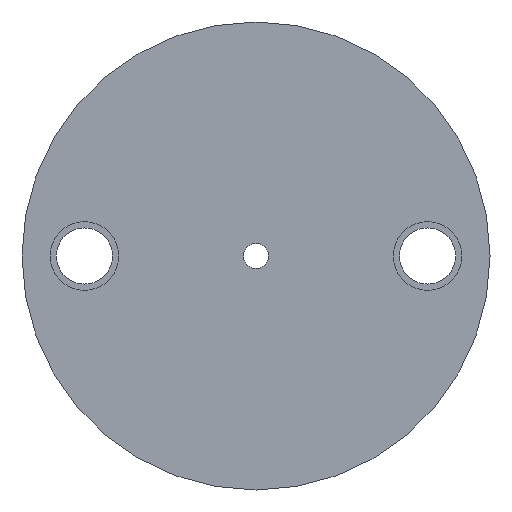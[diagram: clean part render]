
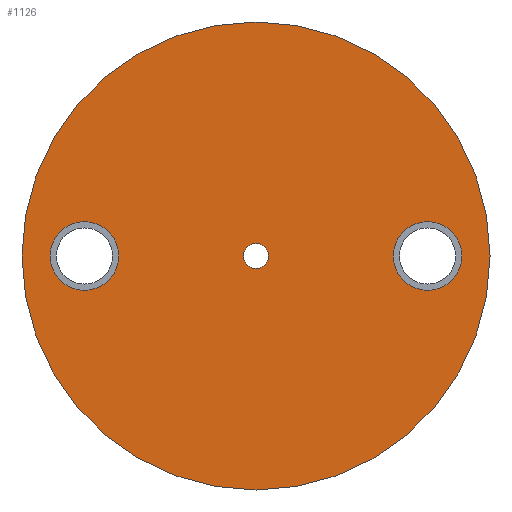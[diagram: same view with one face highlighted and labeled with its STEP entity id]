
A CAD part, front view. The second image highlights one B-rep face of the part: STEP entity #1126.
In plain terms, the highlighted planar face has unit normal (0, -1, 0).
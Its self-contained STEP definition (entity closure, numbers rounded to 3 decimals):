
#17 = EDGE_CURVE ( 'NONE', #423, #1078, #1131, .T. ) ;
#31 = EDGE_CURVE ( 'NONE', #320, #1374, #1216, .T. ) ;
#59 = CARTESIAN_POINT ( 'NONE',  ( 0., 0., 0. ) ) ;
#60 = AXIS2_PLACEMENT_3D ( 'NONE', #314, #319, #554 ) ;
#72 = DIRECTION ( 'NONE',  ( 0., 1., 0. ) ) ;
#80 = FACE_BOUND ( 'NONE', #299, .T. ) ;
#103 = CARTESIAN_POINT ( 'NONE',  ( 0., 0., -37.5 ) ) ;
#107 = VERTEX_POINT ( 'NONE', #1330 ) ;
#109 = EDGE_LOOP ( 'NONE', ( #1088, #746 ) ) ;
#112 = AXIS2_PLACEMENT_3D ( 'NONE', #1059, #860, #1091 ) ;
#149 = CIRCLE ( 'NONE', #280, 5.5 ) ;
#160 = CARTESIAN_POINT ( 'NONE',  ( 0., 0., 0. ) ) ;
#184 = AXIS2_PLACEMENT_3D ( 'NONE', #59, #511, #1275 ) ;
#188 = CARTESIAN_POINT ( 'NONE',  ( 27.5, 0., 5.5 ) ) ;
#208 = ORIENTED_EDGE ( 'NONE', *, *, #17, .F. ) ;
#219 = VERTEX_POINT ( 'NONE', #602 ) ;
#223 = CIRCLE ( 'NONE', #239, 5.5 ) ;
#239 = AXIS2_PLACEMENT_3D ( 'NONE', #289, #980, #1077 ) ;
#273 = CARTESIAN_POINT ( 'NONE',  ( 0., 0., 0. ) ) ;
#280 = AXIS2_PLACEMENT_3D ( 'NONE', #693, #1020, #1222 ) ;
#289 = CARTESIAN_POINT ( 'NONE',  ( -27.5, 0., 0. ) ) ;
#299 = EDGE_LOOP ( 'NONE', ( #1353, #537 ) ) ;
#314 = CARTESIAN_POINT ( 'NONE',  ( 0., 0., 0. ) ) ;
#319 = DIRECTION ( 'NONE',  ( 0., -1., 0. ) ) ;
#320 = VERTEX_POINT ( 'NONE', #624 ) ;
#335 = DIRECTION ( 'NONE',  ( 0., 1., 0. ) ) ;
#339 = CARTESIAN_POINT ( 'NONE',  ( 0., 0., 37.5 ) ) ;
#384 = DIRECTION ( 'NONE',  ( 0., -1., 0. ) ) ;
#389 = ORIENTED_EDGE ( 'NONE', *, *, #774, .F. ) ;
#397 = AXIS2_PLACEMENT_3D ( 'NONE', #273, #72, #675 ) ;
#423 = VERTEX_POINT ( 'NONE', #103 ) ;
#494 = CIRCLE ( 'NONE', #184, 37.5 ) ;
#511 = DIRECTION ( 'NONE',  ( 0., 1., 0. ) ) ;
#518 = DIRECTION ( 'NONE',  ( 0., 0., -1. ) ) ;
#537 = ORIENTED_EDGE ( 'NONE', *, *, #795, .F. ) ;
#554 = DIRECTION ( 'NONE',  ( 0., 0., -1. ) ) ;
#590 = CARTESIAN_POINT ( 'NONE',  ( 27.5, 0., 0. ) ) ;
#602 = CARTESIAN_POINT ( 'NONE',  ( -27.5, 0., -5.5 ) ) ;
#607 = AXIS2_PLACEMENT_3D ( 'NONE', #590, #1052, #1136 ) ;
#624 = CARTESIAN_POINT ( 'NONE',  ( 0., 0., 2. ) ) ;
#661 = EDGE_CURVE ( 'NONE', #1127, #883, #941, .T. ) ;
#675 = DIRECTION ( 'NONE',  ( 0., 0., 1. ) ) ;
#688 = CARTESIAN_POINT ( 'NONE',  ( 27.5, 0., -5.5 ) ) ;
#693 = CARTESIAN_POINT ( 'NONE',  ( -27.5, 0., 0. ) ) ;
#746 = ORIENTED_EDGE ( 'NONE', *, *, #1280, .F. ) ;
#758 = EDGE_CURVE ( 'NONE', #1374, #320, #841, .T. ) ;
#760 = EDGE_LOOP ( 'NONE', ( #959, #1190 ) ) ;
#774 = EDGE_CURVE ( 'NONE', #1078, #423, #494, .T. ) ;
#781 = EDGE_LOOP ( 'NONE', ( #208, #389 ) ) ;
#795 = EDGE_CURVE ( 'NONE', #883, #1127, #1138, .T. ) ;
#841 = CIRCLE ( 'NONE', #922, 2. ) ;
#860 = DIRECTION ( 'NONE',  ( 0., -1., 0. ) ) ;
#883 = VERTEX_POINT ( 'NONE', #188 ) ;
#922 = AXIS2_PLACEMENT_3D ( 'NONE', #160, #384, #518 ) ;
#941 = CIRCLE ( 'NONE', #607, 5.5 ) ;
#959 = ORIENTED_EDGE ( 'NONE', *, *, #31, .F. ) ;
#980 = DIRECTION ( 'NONE',  ( 0., -1., 0. ) ) ;
#1020 = DIRECTION ( 'NONE',  ( 0., -1., 0. ) ) ;
#1035 = CARTESIAN_POINT ( 'NONE',  ( 0., 0., 0. ) ) ;
#1036 = FACE_BOUND ( 'NONE', #109, .T. ) ;
#1052 = DIRECTION ( 'NONE',  ( 0., -1., 0. ) ) ;
#1059 = CARTESIAN_POINT ( 'NONE',  ( 27.5, 0., 0. ) ) ;
#1067 = FACE_BOUND ( 'NONE', #760, .T. ) ;
#1069 = EDGE_CURVE ( 'NONE', #219, #107, #149, .T. ) ;
#1077 = DIRECTION ( 'NONE',  ( 0., 0., 1. ) ) ;
#1078 = VERTEX_POINT ( 'NONE', #339 ) ;
#1088 = ORIENTED_EDGE ( 'NONE', *, *, #1069, .F. ) ;
#1091 = DIRECTION ( 'NONE',  ( 0., 0., -1. ) ) ;
#1126 = ADVANCED_FACE ( 'NONE', ( #1067, #80, #1036, #1201 ), #1130, .F. ) ;
#1127 = VERTEX_POINT ( 'NONE', #688 ) ;
#1130 = PLANE ( 'NONE',  #1163 ) ;
#1131 = CIRCLE ( 'NONE', #397, 37.5 ) ;
#1136 = DIRECTION ( 'NONE',  ( 0., 0., -1. ) ) ;
#1138 = CIRCLE ( 'NONE', #112, 5.5 ) ;
#1163 = AXIS2_PLACEMENT_3D ( 'NONE', #1035, #335, #1339 ) ;
#1190 = ORIENTED_EDGE ( 'NONE', *, *, #758, .F. ) ;
#1201 = FACE_OUTER_BOUND ( 'NONE', #781, .T. ) ;
#1216 = CIRCLE ( 'NONE', #60, 2. ) ;
#1222 = DIRECTION ( 'NONE',  ( 0., 0., 1. ) ) ;
#1275 = DIRECTION ( 'NONE',  ( 0., 0., 1. ) ) ;
#1280 = EDGE_CURVE ( 'NONE', #107, #219, #223, .T. ) ;
#1330 = CARTESIAN_POINT ( 'NONE',  ( -27.5, 0., 5.5 ) ) ;
#1339 = DIRECTION ( 'NONE',  ( 0., 0., 1. ) ) ;
#1353 = ORIENTED_EDGE ( 'NONE', *, *, #661, .F. ) ;
#1374 = VERTEX_POINT ( 'NONE', #1407 ) ;
#1407 = CARTESIAN_POINT ( 'NONE',  ( 0., 0., -2. ) ) ;
